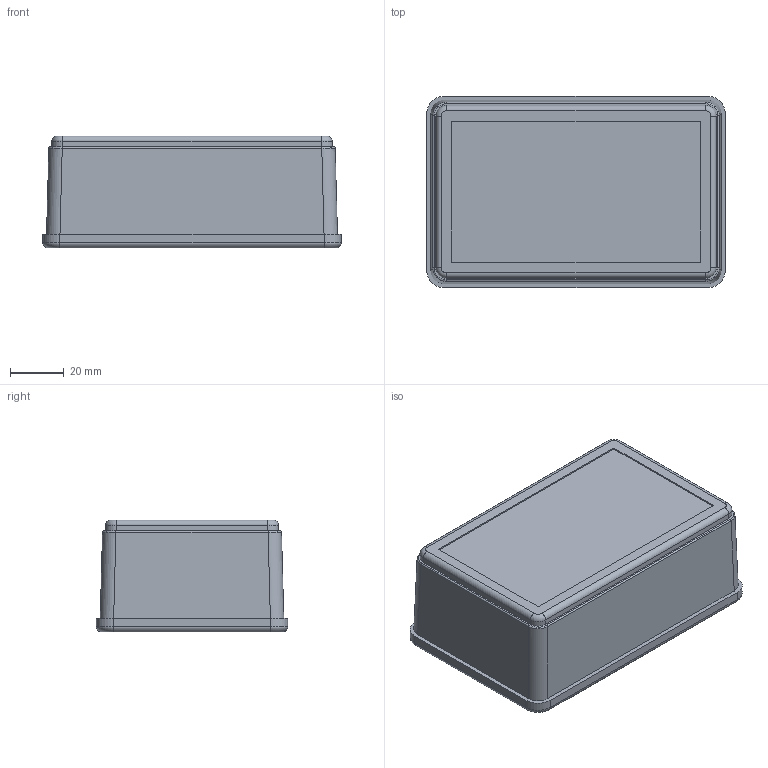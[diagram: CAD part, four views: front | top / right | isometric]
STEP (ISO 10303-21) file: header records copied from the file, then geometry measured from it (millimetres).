
FILE_DESCRIPTION (( 'STEP AP214' ), '1' );
FILE_NAME ('box 3d.STEP', '2025-02-19T11:31:43', ( '' ), ( '' ), 'SwSTEP 2.0', 'SolidWorks 2023', '' );
FILE_SCHEMA (( 'AUTOMOTIVE_DESIGN' ));
Length unit declared in the file: millimetre
Products named in the file (1): box 3d
Bounding box: 111.2 x 71.3 x 41.7 mm (x, y, z)
Volume: 76118.8 mm3; surface area: 64498 mm2
Topology: 2 solids, 2 shells, 332 faces, 780 edges, 512 vertices
Faces by surface type: plane 176, cylinder 140, bspline 8, torus 8
Entity records: 9743 total; most frequent: CARTESIAN_POINT 1845, DIRECTION 1710, ORIENTED_EDGE 1560, EDGE_CURVE 780, AXIS2_PLACEMENT_3D 633, VERTEX_POINT 512, LINE 444, VECTOR 444
